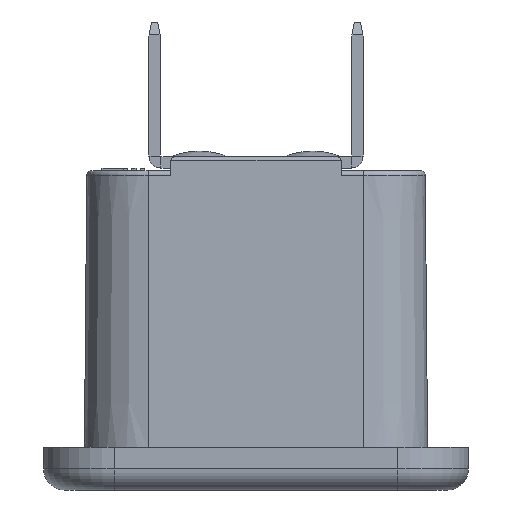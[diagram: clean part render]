
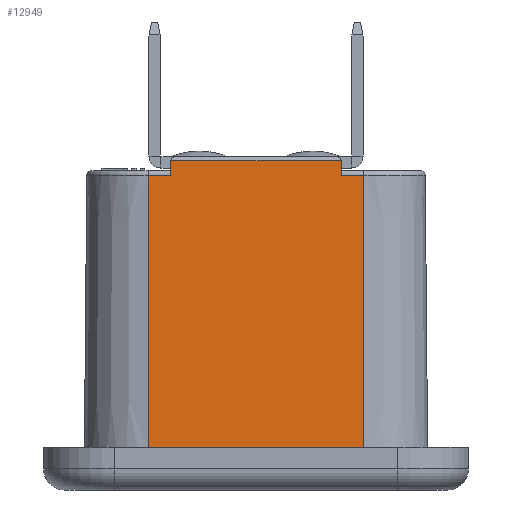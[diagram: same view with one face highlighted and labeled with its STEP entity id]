
A CAD part, left-side view. The second image highlights one B-rep face of the part: STEP entity #12949.
In plain terms, the highlighted planar face has unit normal (-1, 0, 0.009).
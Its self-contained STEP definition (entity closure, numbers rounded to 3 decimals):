
#38 = CARTESIAN_POINT ( 'NONE',  ( -15.924, 6., 20.203 ) ) ;
#41 = CARTESIAN_POINT ( 'NONE',  ( -15.932, 6., 19.203 ) ) ;
#57 = CARTESIAN_POINT ( 'NONE',  ( -15.924, -6., 20.203 ) ) ;
#59 = CARTESIAN_POINT ( 'NONE',  ( -15.924, -6., 20.2 ) ) ;
#62 = CARTESIAN_POINT ( 'NONE',  ( -16.1, 7.6, 0. ) ) ;
#71 = CARTESIAN_POINT ( 'NONE',  ( -15.924, 6., 20.2 ) ) ;
#251 = AXIS2_PLACEMENT_3D ( 'NONE', #7270, #7271, #7272 ) ;
#382 = ORIENTED_EDGE ( 'NONE', *, *, #11051, .T. ) ;
#772 = ORIENTED_EDGE ( 'NONE', *, *, #13701, .T. ) ;
#933 = ORIENTED_EDGE ( 'NONE', *, *, #10805, .T. ) ;
#990 = ORIENTED_EDGE ( 'NONE', *, *, #11094, .T. ) ;
#1000 = ORIENTED_EDGE ( 'NONE', *, *, #13782, .T. ) ;
#1033 = EDGE_LOOP ( 'NONE', ( #1391, #1000, #1384, #1442, #772, #382, #990, #1251, #933, #1531 ) ) ;
#1251 = ORIENTED_EDGE ( 'NONE', *, *, #13750, .T. ) ;
#1384 = ORIENTED_EDGE ( 'NONE', *, *, #11096, .T. ) ;
#1391 = ORIENTED_EDGE ( 'NONE', *, *, #13528, .F. ) ;
#1442 = ORIENTED_EDGE ( 'NONE', *, *, #10949, .T. ) ;
#1531 = ORIENTED_EDGE ( 'NONE', *, *, #13777, .T. ) ;
#1547 = VERTEX_POINT ( 'NONE', #38 ) ;
#1553 = VERTEX_POINT ( 'NONE', #41 ) ;
#1570 = VERTEX_POINT ( 'NONE', #57 ) ;
#1572 = VERTEX_POINT ( 'NONE', #59 ) ;
#1575 = VERTEX_POINT ( 'NONE', #62 ) ;
#1584 = VERTEX_POINT ( 'NONE', #71 ) ;
#1728 = CARTESIAN_POINT ( 'NONE',  ( -15.924, -6., 20.201 ) ) ;
#1731 = CARTESIAN_POINT ( 'NONE',  ( -15.924, -6., 20.2 ) ) ;
#1735 = CARTESIAN_POINT ( 'NONE',  ( -15.924, -6., 20.202 ) ) ;
#1736 = CARTESIAN_POINT ( 'NONE',  ( -15.924, -6., 20.203 ) ) ;
#2017 = CARTESIAN_POINT ( 'NONE',  ( -15.924, 6., 20.202 ) ) ;
#2018 = CARTESIAN_POINT ( 'NONE',  ( -15.924, 6., 20.203 ) ) ;
#2038 = CARTESIAN_POINT ( 'NONE',  ( -15.924, 6., 20.201 ) ) ;
#2039 = CARTESIAN_POINT ( 'NONE',  ( -15.924, 6., 20.2 ) ) ;
#2153 = DIRECTION ( 'NONE',  ( -0.009, 0., -1. ) ) ;
#2154 = CARTESIAN_POINT ( 'NONE',  ( -16.1, 6., 0. ) ) ;
#2165 = CARTESIAN_POINT ( 'NONE',  ( -16.1, -6., 0. ) ) ;
#2172 = DIRECTION ( 'NONE',  ( 0.009, 0., 1. ) ) ;
#3180 = CARTESIAN_POINT ( 'NONE',  ( -15.932, -7.6, 19.203 ) ) ;
#3342 = CARTESIAN_POINT ( 'NONE',  ( -16.1, -7.6, 0. ) ) ;
#3445 = CARTESIAN_POINT ( 'NONE',  ( -15.932, -6., 19.203 ) ) ;
#3495 = CARTESIAN_POINT ( 'NONE',  ( -15.932, 7.6, 19.203 ) ) ;
#3815 = CARTESIAN_POINT ( 'NONE',  ( -16.1, 7.6, 0. ) ) ;
#3819 = DIRECTION ( 'NONE',  ( -0.009, 0., -1. ) ) ;
#4176 = VERTEX_POINT ( 'NONE', #3342 ) ;
#4251 = VERTEX_POINT ( 'NONE', #3180 ) ;
#5001 = VERTEX_POINT ( 'NONE', #3445 ) ;
#5028 = VERTEX_POINT ( 'NONE', #3495 ) ;
#5691 = LINE ( 'NONE', #2154, #5700 ) ;
#5695 = LINE ( 'NONE', #2165, #5704 ) ;
#5700 = VECTOR ( 'NONE', #2153, 1000. ) ;
#5704 = VECTOR ( 'NONE', #2172, 1000. ) ;
#7258 = PLANE ( 'NONE',  #251 ) ;
#7270 = CARTESIAN_POINT ( 'NONE',  ( -16.1, -7.6, 0. ) ) ;
#7271 = DIRECTION ( 'NONE',  ( -1., 0., 0.009 ) ) ;
#7272 = DIRECTION ( 'NONE',  ( 0.009, 0., 1. ) ) ;
#7942 = VECTOR ( 'NONE', #3819, 1000. ) ;
#8071 = LINE ( 'NONE', #3815, #7942 ) ;
#8258 =( BOUNDED_CURVE ( )  B_SPLINE_CURVE ( 3, ( #2018, #2017, #2038, #2039 ),
 .UNSPECIFIED., .F., .T. ) 
 B_SPLINE_CURVE_WITH_KNOTS ( ( 4, 4 ),
 ( 4.704, 4.712 ),
 .UNSPECIFIED. ) 
 CURVE ( )  GEOMETRIC_REPRESENTATION_ITEM ( )  RATIONAL_B_SPLINE_CURVE ( ( 1., 1., 1., 1. ) ) 
 REPRESENTATION_ITEM ( '' )  );
#9281 = LINE ( 'NONE', #9994, #9284 ) ;
#9284 = VECTOR ( 'NONE', #9995, 1000. ) ;
#9544 = LINE ( 'NONE', #10579, #9547 ) ;
#9547 = VECTOR ( 'NONE', #10580, 1000. ) ;
#9621 = LINE ( 'NONE', #10723, #9623 ) ;
#9623 = VECTOR ( 'NONE', #10715, 1000. ) ;
#9664 = LINE ( 'NONE', #11273, #9667 ) ;
#9666 = LINE ( 'NONE', #11297, #9672 ) ;
#9667 = VECTOR ( 'NONE', #11274, 1000. ) ;
#9672 = VECTOR ( 'NONE', #11298, 1000. ) ;
#9994 = CARTESIAN_POINT ( 'NONE',  ( -16.1, -7.6, 0. ) ) ;
#9995 = DIRECTION ( 'NONE',  ( -0.009, 0., -1. ) ) ;
#10579 = CARTESIAN_POINT ( 'NONE',  ( -15.924, 6., 20.203 ) ) ;
#10580 = DIRECTION ( 'NONE',  ( 0., 1., 0. ) ) ;
#10715 = DIRECTION ( 'NONE',  ( 0., 1., 0. ) ) ;
#10723 = CARTESIAN_POINT ( 'NONE',  ( -15.932, 7.6, 19.203 ) ) ;
#10805 = EDGE_CURVE ( 'NONE', #5028, #1575, #8071, .T. ) ;
#10949 = EDGE_CURVE ( 'NONE', #1572, #1570, #15504, .T. ) ;
#11051 = EDGE_CURVE ( 'NONE', #1547, #1584, #8258, .T. ) ;
#11094 = EDGE_CURVE ( 'NONE', #1584, #1553, #5691, .T. ) ;
#11096 = EDGE_CURVE ( 'NONE', #5001, #1572, #5695, .T. ) ;
#11273 = CARTESIAN_POINT ( 'NONE',  ( -16.1, -7.6, 0. ) ) ;
#11274 = DIRECTION ( 'NONE',  ( 0., -1., 0. ) ) ;
#11297 = CARTESIAN_POINT ( 'NONE',  ( -15.932, -7.6, 19.203 ) ) ;
#11298 = DIRECTION ( 'NONE',  ( 0., 1., 0. ) ) ;
#12949 = ADVANCED_FACE ( 'NONE', ( #13277 ), #7258, .T. ) ;
#13277 = FACE_OUTER_BOUND ( 'NONE', #1033, .T. ) ;
#13528 = EDGE_CURVE ( 'NONE', #4251, #4176, #9281, .T. ) ;
#13701 = EDGE_CURVE ( 'NONE', #1570, #1547, #9544, .T. ) ;
#13750 = EDGE_CURVE ( 'NONE', #1553, #5028, #9621, .T. ) ;
#13777 = EDGE_CURVE ( 'NONE', #1575, #4176, #9664, .T. ) ;
#13782 = EDGE_CURVE ( 'NONE', #4251, #5001, #9666, .T. ) ;
#15504 =( BOUNDED_CURVE ( )  B_SPLINE_CURVE ( 3, ( #1731, #1728, #1735, #1736 ),
 .UNSPECIFIED., .F., .F. ) 
 B_SPLINE_CURVE_WITH_KNOTS ( ( 4, 4 ),
 ( 4.712, 4.721 ),
 .UNSPECIFIED. ) 
 CURVE ( )  GEOMETRIC_REPRESENTATION_ITEM ( )  RATIONAL_B_SPLINE_CURVE ( ( 1., 1., 1., 1. ) ) 
 REPRESENTATION_ITEM ( '' )  );
